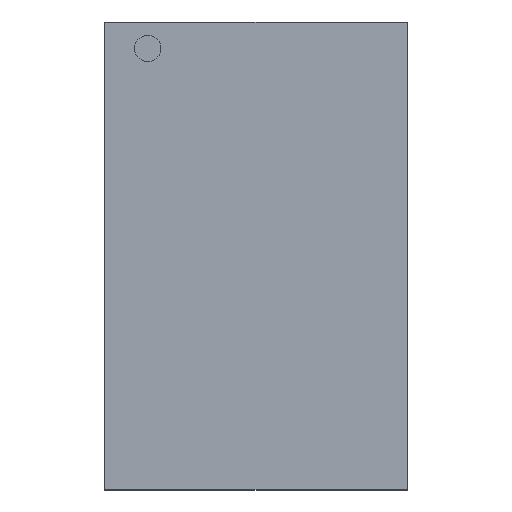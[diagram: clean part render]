
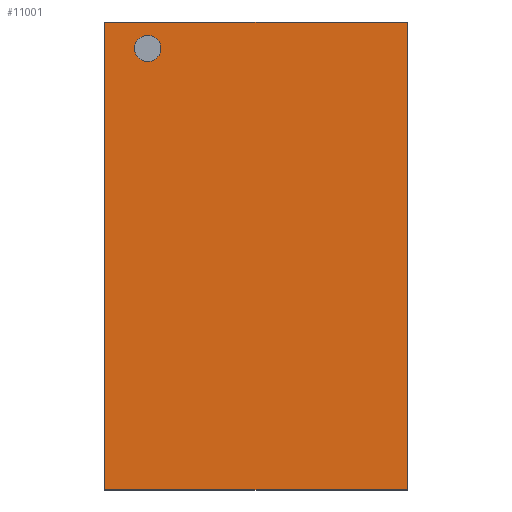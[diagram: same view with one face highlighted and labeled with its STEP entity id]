
A CAD part, top view. The second image highlights one B-rep face of the part: STEP entity #11001.
In plain terms, the highlighted planar face has unit normal (0, 0, 1).
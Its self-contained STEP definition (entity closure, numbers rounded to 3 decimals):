
#10833=CARTESIAN_POINT('',(-2.875,6.275,1.2));
#10834=VERTEX_POINT('',#10833);
#10850=CARTESIAN_POINT('',(-3.675,6.275,1.2));
#10851=VERTEX_POINT('',#10850);
#10858=CARTESIAN_POINT('',(-3.275,6.275,1.2));
#10859=DIRECTION('',(0.0,0.0,-1.0));
#10860=DIRECTION('',(1.0,0.0,0.0));
#10861=AXIS2_PLACEMENT_3D('',#10858,#10859,#10860);
#10862=CIRCLE('',#10861,0.4);
#10863=EDGE_CURVE('',#10834,#10851,#10862,.T.);
#10873=CARTESIAN_POINT('',(-4.575,7.075,1.2));
#10874=VERTEX_POINT('',#10873);
#10875=CARTESIAN_POINT('',(4.575,7.075,1.2));
#10876=VERTEX_POINT('',#10875);
#10877=CARTESIAN_POINT('',(-4.575,7.075,1.2));
#10878=DIRECTION('',(1.0,0.0,0.0));
#10879=VECTOR('',#10878,9.15);
#10880=LINE('',#10877,#10879);
#10881=EDGE_CURVE('',#10874,#10876,#10880,.T.);
#10944=CARTESIAN_POINT('',(4.575,-7.075,1.2));
#10945=VERTEX_POINT('',#10944);
#10946=CARTESIAN_POINT('',(-4.575,-7.075,1.2));
#10947=VERTEX_POINT('',#10946);
#10948=CARTESIAN_POINT('',(4.575,-7.075,1.2));
#10949=DIRECTION('',(-1.0,0.0,0.0));
#10950=VECTOR('',#10949,9.15);
#10951=LINE('',#10948,#10950);
#10952=EDGE_CURVE('',#10945,#10947,#10951,.T.);
#10970=CARTESIAN_POINT('',(0.,0.,1.2));
#10971=DIRECTION('',(0.0,0.0,1.0));
#10972=DIRECTION('',(1.0,0.0,0.0));
#10973=AXIS2_PLACEMENT_3D('',#10970,#10971,#10972);
#10974=PLANE('',#10973);
#10975=ORIENTED_EDGE('',*,*,#10952,.F.);
#10976=CARTESIAN_POINT('',(4.575,7.075,1.2));
#10977=DIRECTION('',(0.0,-1.0,0.0));
#10978=VECTOR('',#10977,14.15);
#10979=LINE('',#10976,#10978);
#10980=EDGE_CURVE('',#10876,#10945,#10979,.T.);
#10981=ORIENTED_EDGE('',*,*,#10980,.F.);
#10982=ORIENTED_EDGE('',*,*,#10881,.F.);
#10983=CARTESIAN_POINT('',(-4.575,-7.075,1.2));
#10984=DIRECTION('',(0.0,1.0,0.0));
#10985=VECTOR('',#10984,14.15);
#10986=LINE('',#10983,#10985);
#10987=EDGE_CURVE('',#10947,#10874,#10986,.T.);
#10988=ORIENTED_EDGE('',*,*,#10987,.F.);
#10989=EDGE_LOOP('',(#10975,#10981,#10982,#10988));
#10990=FACE_OUTER_BOUND('',#10989,.T.);
#10991=ORIENTED_EDGE('',*,*,#10863,.T.);
#10992=CARTESIAN_POINT('',(-3.275,6.275,1.2));
#10993=DIRECTION('',(0.0,0.0,-1.0));
#10994=DIRECTION('',(1.0,0.0,0.0));
#10995=AXIS2_PLACEMENT_3D('',#10992,#10993,#10994);
#10996=CIRCLE('',#10995,0.4);
#10997=EDGE_CURVE('',#10851,#10834,#10996,.T.);
#10998=ORIENTED_EDGE('',*,*,#10997,.T.);
#10999=EDGE_LOOP('',(#10991,#10998));
#11000=FACE_BOUND('',#10999,.T.);
#11001=ADVANCED_FACE('',(#10990,#11000),#10974,.T.);
